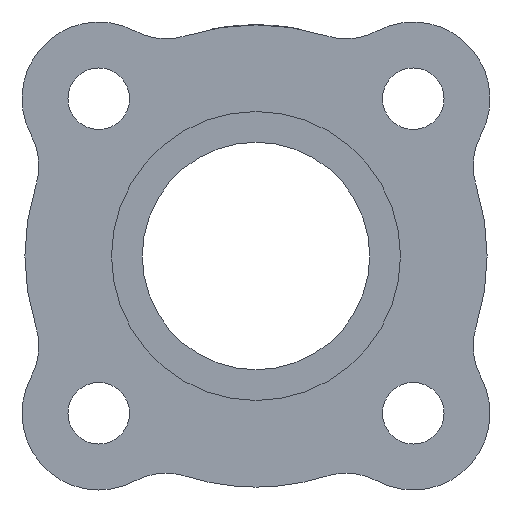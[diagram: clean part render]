
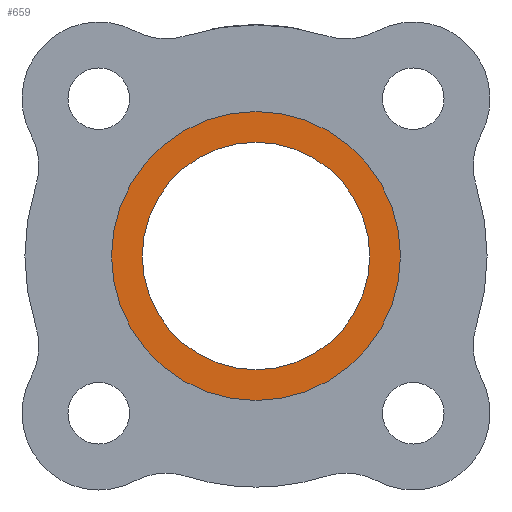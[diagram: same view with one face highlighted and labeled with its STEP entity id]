
A CAD part, front view. The second image highlights one B-rep face of the part: STEP entity #659.
In plain terms, the highlighted planar face has unit normal (0, -1, 0).
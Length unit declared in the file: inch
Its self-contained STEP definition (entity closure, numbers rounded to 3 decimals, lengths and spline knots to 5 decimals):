
#50 = CARTESIAN_POINT ( 'NONE',  ( 0., 0., 0. ) ) ;
#77 = ORIENTED_EDGE ( 'NONE', *, *, #850, .F. ) ;
#152 = DIRECTION ( 'NONE',  ( 0., 1., 0. ) ) ;
#351 = CARTESIAN_POINT ( 'NONE',  ( 0., 0., 0. ) ) ;
#441 = VERTEX_POINT ( 'NONE', #934 ) ;
#462 = DIRECTION ( 'NONE',  ( 0., 0., 1. ) ) ;
#473 = CARTESIAN_POINT ( 'NONE',  ( 0., 0., 0. ) ) ;
#526 = ORIENTED_EDGE ( 'NONE', *, *, #1488, .T. ) ;
#554 = DIRECTION ( 'NONE',  ( 0., 1., 0. ) ) ;
#582 = DIRECTION ( 'NONE',  ( 0., 0., 1. ) ) ;
#636 = CARTESIAN_POINT ( 'NONE',  ( 0., 0., -0.25 ) ) ;
#659 = ADVANCED_FACE ( 'NONE', ( #924, #1225 ), #1169, .F. ) ;
#660 = AXIS2_PLACEMENT_3D ( 'NONE', #1270, #554, #1391 ) ;
#707 = CIRCLE ( 'NONE', #660, 0.19685 ) ;
#767 = VERTEX_POINT ( 'NONE', #1414 ) ;
#815 = CARTESIAN_POINT ( 'NONE',  ( 0., 0., 0. ) ) ;
#850 = EDGE_CURVE ( 'NONE', #767, #1343, #1091, .T. ) ;
#894 = EDGE_LOOP ( 'NONE', ( #972, #77 ) ) ;
#923 = DIRECTION ( 'NONE',  ( 0., 0., 1. ) ) ;
#924 = FACE_BOUND ( 'NONE', #1346, .T. ) ;
#934 = CARTESIAN_POINT ( 'NONE',  ( 0., 0., 0.19685 ) ) ;
#972 = ORIENTED_EDGE ( 'NONE', *, *, #1012, .F. ) ;
#1009 = EDGE_CURVE ( 'NONE', #441, #1449, #1051, .T. ) ;
#1012 = EDGE_CURVE ( 'NONE', #1343, #767, #1304, .T. ) ;
#1051 = CIRCLE ( 'NONE', #1476, 0.19685 ) ;
#1083 = DIRECTION ( 'NONE',  ( 0., 0., 1. ) ) ;
#1091 = CIRCLE ( 'NONE', #1435, 0.25 ) ;
#1161 = DIRECTION ( 'NONE',  ( 0., 1., 0. ) ) ;
#1169 = PLANE ( 'NONE',  #1411 ) ;
#1225 = FACE_OUTER_BOUND ( 'NONE', #894, .T. ) ;
#1266 = CARTESIAN_POINT ( 'NONE',  ( 0., 0., -0.19685 ) ) ;
#1270 = CARTESIAN_POINT ( 'NONE',  ( 0., 0., 0. ) ) ;
#1298 = DIRECTION ( 'NONE',  ( 0., 1., 0. ) ) ;
#1304 = CIRCLE ( 'NONE', #1474, 0.25 ) ;
#1343 = VERTEX_POINT ( 'NONE', #636 ) ;
#1346 = EDGE_LOOP ( 'NONE', ( #1352, #526 ) ) ;
#1352 = ORIENTED_EDGE ( 'NONE', *, *, #1009, .T. ) ;
#1391 = DIRECTION ( 'NONE',  ( 0., 0., 1. ) ) ;
#1411 = AXIS2_PLACEMENT_3D ( 'NONE', #351, #1161, #462 ) ;
#1414 = CARTESIAN_POINT ( 'NONE',  ( 0., 0., 0.25 ) ) ;
#1435 = AXIS2_PLACEMENT_3D ( 'NONE', #815, #152, #923 ) ;
#1449 = VERTEX_POINT ( 'NONE', #1266 ) ;
#1458 = DIRECTION ( 'NONE',  ( 0., 1., 0. ) ) ;
#1474 = AXIS2_PLACEMENT_3D ( 'NONE', #50, #1458, #1083 ) ;
#1476 = AXIS2_PLACEMENT_3D ( 'NONE', #473, #1298, #582 ) ;
#1488 = EDGE_CURVE ( 'NONE', #1449, #441, #707, .T. ) ;
